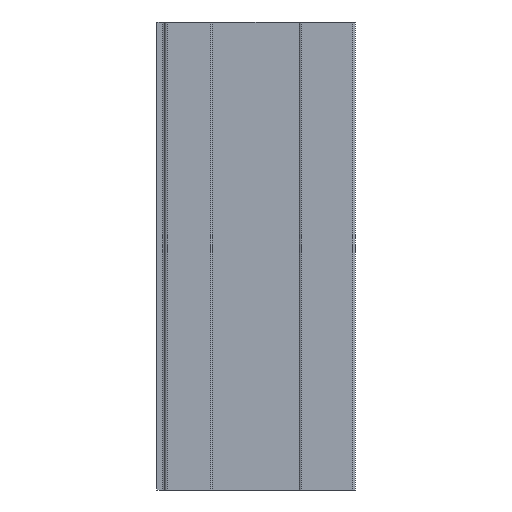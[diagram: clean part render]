
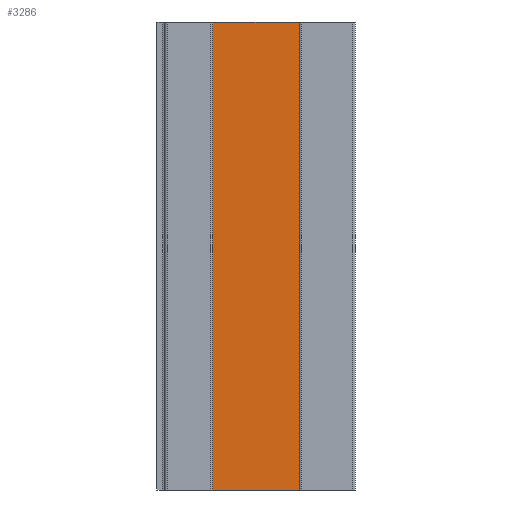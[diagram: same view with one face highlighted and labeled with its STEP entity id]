
A CAD part, left-side view. The second image highlights one B-rep face of the part: STEP entity #3286.
In plain terms, the highlighted planar face has unit normal (-1, 0, 0).
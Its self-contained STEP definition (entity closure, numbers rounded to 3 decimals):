
#118 = EDGE_LOOP ( 'NONE', ( #3681, #4046, #4044, #4066 ) ) ;
#589 = FACE_OUTER_BOUND ( 'NONE', #118, .T. ) ;
#845 = AXIS2_PLACEMENT_3D ( 'NONE', #2129, #2128, #2127 ) ;
#1265 = VECTOR ( 'NONE', #3484, 1000. ) ;
#1266 = LINE ( 'NONE', #3470, #1265 ) ;
#2127 = DIRECTION ( 'NONE',  ( 0., 0., 1. ) ) ;
#2128 = DIRECTION ( 'NONE',  ( -1., 0., 0. ) ) ;
#2129 = CARTESIAN_POINT ( 'NONE',  ( -34., 2., -59. ) ) ;
#2130 = PLANE ( 'NONE',  #845 ) ;
#2226 = CARTESIAN_POINT ( 'NONE',  ( -34., -9.577, 0. ) ) ;
#2697 = CARTESIAN_POINT ( 'NONE',  ( -34., -9.577, -59. ) ) ;
#2699 = CARTESIAN_POINT ( 'NONE',  ( -34., 1.577, -59. ) ) ;
#2717 = CARTESIAN_POINT ( 'NONE',  ( -34., 1.577, 0. ) ) ;
#2813 = CARTESIAN_POINT ( 'NONE',  ( -34., 1.577, -59. ) ) ;
#2814 = DIRECTION ( 'NONE',  ( 0., 0., -1. ) ) ;
#2929 = CARTESIAN_POINT ( 'NONE',  ( -34., 2., 0. ) ) ;
#2930 = DIRECTION ( 'NONE',  ( 0., -1., 0. ) ) ;
#2931 = DIRECTION ( 'NONE',  ( 0., 0., 1. ) ) ;
#2932 = CARTESIAN_POINT ( 'NONE',  ( -34., -9.577, 0. ) ) ;
#3286 = ADVANCED_FACE ( 'NONE', ( #589 ), #2130, .T. ) ;
#3470 = CARTESIAN_POINT ( 'NONE',  ( -34., 2., -59. ) ) ;
#3484 = DIRECTION ( 'NONE',  ( 0., -1., 0. ) ) ;
#3532 = LINE ( 'NONE', #2813, #3538 ) ;
#3538 = VECTOR ( 'NONE', #2814, 1000. ) ;
#3553 = LINE ( 'NONE', #2932, #3556 ) ;
#3556 = VECTOR ( 'NONE', #2931, 1000. ) ;
#3603 = VECTOR ( 'NONE', #2930, 1000. ) ;
#3606 = LINE ( 'NONE', #2929, #3603 ) ;
#3681 = ORIENTED_EDGE ( 'NONE', *, *, #4580, .T. ) ;
#4044 = ORIENTED_EDGE ( 'NONE', *, *, #4508, .F. ) ;
#4046 = ORIENTED_EDGE ( 'NONE', *, *, #4509, .T. ) ;
#4066 = ORIENTED_EDGE ( 'NONE', *, *, #4525, .T. ) ;
#4196 = VERTEX_POINT ( 'NONE', #2226 ) ;
#4263 = VERTEX_POINT ( 'NONE', #2717 ) ;
#4280 = VERTEX_POINT ( 'NONE', #2699 ) ;
#4282 = VERTEX_POINT ( 'NONE', #2697 ) ;
#4508 = EDGE_CURVE ( 'NONE', #4263, #4196, #3606, .T. ) ;
#4509 = EDGE_CURVE ( 'NONE', #4282, #4196, #3553, .T. ) ;
#4525 = EDGE_CURVE ( 'NONE', #4263, #4280, #3532, .T. ) ;
#4580 = EDGE_CURVE ( 'NONE', #4280, #4282, #1266, .T. ) ;
